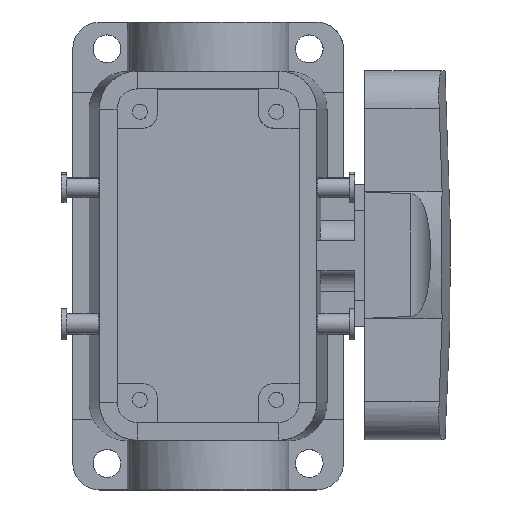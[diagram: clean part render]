
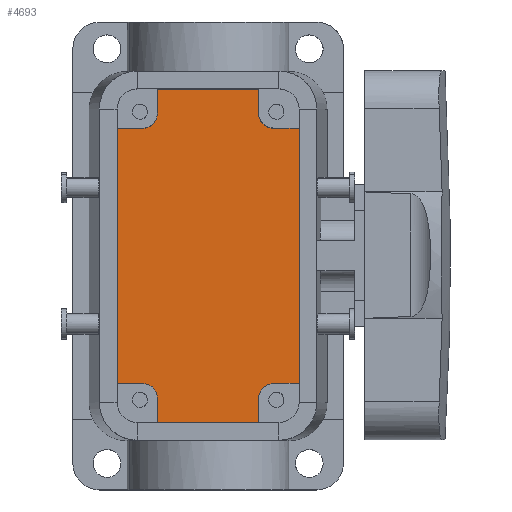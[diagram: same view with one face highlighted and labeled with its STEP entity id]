
A CAD part, top view. The second image highlights one B-rep face of the part: STEP entity #4693.
In plain terms, the highlighted planar face has unit normal (0, 0, 1).
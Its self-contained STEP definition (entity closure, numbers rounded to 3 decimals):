
#4575=AXIS2_PLACEMENT_3D('Plane Axis2P3D',#4572,#4573,#4574) ;
#3084=CARTESIAN_POINT('Vertex',(19.,13.25,5.5)) ;
#3117=CARTESIAN_POINT('Vertex',(39.,13.25,5.5)) ;
#3120=CARTESIAN_POINT('Line Origine',(29.,13.25,5.5)) ;
#3194=CARTESIAN_POINT('Vertex',(11.,21.,5.5)) ;
#3197=CARTESIAN_POINT('Line Origine',(11.,46.25,5.5)) ;
#3201=CARTESIAN_POINT('Vertex',(11.,71.5,5.5)) ;
#3281=CARTESIAN_POINT('Vertex',(19.,79.25,5.5)) ;
#3284=CARTESIAN_POINT('Line Origine',(29.,79.25,5.5)) ;
#3288=CARTESIAN_POINT('Vertex',(39.,79.25,5.5)) ;
#3367=CARTESIAN_POINT('Vertex',(47.,21.,5.5)) ;
#3393=CARTESIAN_POINT('Vertex',(47.,71.5,5.5)) ;
#3396=CARTESIAN_POINT('Line Origine',(47.,46.25,5.5)) ;
#4366=CARTESIAN_POINT('Vertex',(19.,18.,5.5)) ;
#4374=CARTESIAN_POINT('Line Origine',(19.,15.625,5.5)) ;
#4553=CARTESIAN_POINT('Line Origine',(39.,15.625,5.5)) ;
#4557=CARTESIAN_POINT('Vertex',(39.,18.,5.5)) ;
#4572=CARTESIAN_POINT('Axis2P3D Location',(29.,46.25,5.5)) ;
#4578=CARTESIAN_POINT('Control Point',(39.,18.,5.5)) ;
#4579=CARTESIAN_POINT('Control Point',(39.,18.339,5.5)) ;
#4580=CARTESIAN_POINT('Control Point',(39.048,18.679,5.5)) ;
#4581=CARTESIAN_POINT('Control Point',(39.144,19.009,5.5)) ;
#4582=CARTESIAN_POINT('Control Point',(39.427,19.634,5.5)) ;
#4583=CARTESIAN_POINT('Control Point',(39.872,20.155,5.5)) ;
#4584=CARTESIAN_POINT('Control Point',(40.13,20.383,5.5)) ;
#4585=CARTESIAN_POINT('Control Point',(40.639,20.717,5.5)) ;
#4586=CARTESIAN_POINT('Control Point',(41.213,20.913,5.5)) ;
#4587=CARTESIAN_POINT('Control Point',(41.473,20.971,5.5)) ;
#4588=CARTESIAN_POINT('Control Point',(41.736,21.,5.5)) ;
#4589=CARTESIAN_POINT('Control Point',(42.,21.,5.5)) ;
#4590=CARTESIAN_POINT('Vertex',(42.,21.,5.5)) ;
#4593=CARTESIAN_POINT('Line Origine',(44.5,21.,5.5)) ;
#4598=CARTESIAN_POINT('Line Origine',(44.5,71.5,5.5)) ;
#4602=CARTESIAN_POINT('Vertex',(42.,71.5,5.5)) ;
#4606=CARTESIAN_POINT('Control Point',(42.,71.5,5.5)) ;
#4607=CARTESIAN_POINT('Control Point',(41.661,71.5,5.5)) ;
#4608=CARTESIAN_POINT('Control Point',(41.321,71.548,5.5)) ;
#4609=CARTESIAN_POINT('Control Point',(40.991,71.644,5.5)) ;
#4610=CARTESIAN_POINT('Control Point',(40.366,71.927,5.5)) ;
#4611=CARTESIAN_POINT('Control Point',(39.845,72.372,5.5)) ;
#4612=CARTESIAN_POINT('Control Point',(39.617,72.63,5.5)) ;
#4613=CARTESIAN_POINT('Control Point',(39.283,73.139,5.5)) ;
#4614=CARTESIAN_POINT('Control Point',(39.087,73.713,5.5)) ;
#4615=CARTESIAN_POINT('Control Point',(39.029,73.973,5.5)) ;
#4616=CARTESIAN_POINT('Control Point',(39.,74.236,5.5)) ;
#4617=CARTESIAN_POINT('Control Point',(39.,74.5,5.5)) ;
#4618=CARTESIAN_POINT('Vertex',(39.,74.5,5.5)) ;
#4621=CARTESIAN_POINT('Line Origine',(39.,76.875,5.5)) ;
#4626=CARTESIAN_POINT('Line Origine',(19.,76.875,5.5)) ;
#4630=CARTESIAN_POINT('Vertex',(19.,74.5,5.5)) ;
#4634=CARTESIAN_POINT('Control Point',(19.,74.5,5.5)) ;
#4635=CARTESIAN_POINT('Control Point',(19.,74.161,5.5)) ;
#4636=CARTESIAN_POINT('Control Point',(18.952,73.821,5.5)) ;
#4637=CARTESIAN_POINT('Control Point',(18.856,73.491,5.5)) ;
#4638=CARTESIAN_POINT('Control Point',(18.573,72.866,5.5)) ;
#4639=CARTESIAN_POINT('Control Point',(18.128,72.345,5.5)) ;
#4640=CARTESIAN_POINT('Control Point',(17.87,72.117,5.5)) ;
#4641=CARTESIAN_POINT('Control Point',(17.361,71.783,5.5)) ;
#4642=CARTESIAN_POINT('Control Point',(16.787,71.587,5.5)) ;
#4643=CARTESIAN_POINT('Control Point',(16.527,71.529,5.5)) ;
#4644=CARTESIAN_POINT('Control Point',(16.264,71.5,5.5)) ;
#4645=CARTESIAN_POINT('Control Point',(16.,71.5,5.5)) ;
#4646=CARTESIAN_POINT('Vertex',(16.,71.5,5.5)) ;
#4649=CARTESIAN_POINT('Line Origine',(13.5,71.5,5.5)) ;
#4654=CARTESIAN_POINT('Line Origine',(13.5,21.,5.5)) ;
#4658=CARTESIAN_POINT('Vertex',(16.,21.,5.5)) ;
#4662=CARTESIAN_POINT('Control Point',(16.,21.,5.5)) ;
#4663=CARTESIAN_POINT('Control Point',(16.339,21.,5.5)) ;
#4664=CARTESIAN_POINT('Control Point',(16.679,20.952,5.5)) ;
#4665=CARTESIAN_POINT('Control Point',(17.009,20.856,5.5)) ;
#4666=CARTESIAN_POINT('Control Point',(17.634,20.573,5.5)) ;
#4667=CARTESIAN_POINT('Control Point',(18.155,20.128,5.5)) ;
#4668=CARTESIAN_POINT('Control Point',(18.383,19.87,5.5)) ;
#4669=CARTESIAN_POINT('Control Point',(18.717,19.361,5.5)) ;
#4670=CARTESIAN_POINT('Control Point',(18.913,18.787,5.5)) ;
#4671=CARTESIAN_POINT('Control Point',(18.971,18.527,5.5)) ;
#4672=CARTESIAN_POINT('Control Point',(19.,18.264,5.5)) ;
#4673=CARTESIAN_POINT('Control Point',(19.,18.,5.5)) ;
#3121=DIRECTION('Vector Direction',(1.,0.,0.)) ;
#3198=DIRECTION('Vector Direction',(0.,1.,0.)) ;
#3285=DIRECTION('Vector Direction',(-1.,0.,0.)) ;
#3397=DIRECTION('Vector Direction',(0.,-1.,0.)) ;
#4375=DIRECTION('Vector Direction',(0.,-1.,0.)) ;
#4554=DIRECTION('Vector Direction',(0.,-1.,0.)) ;
#4573=DIRECTION('Axis2P3D Direction',(-0.,0.,1.)) ;
#4574=DIRECTION('Axis2P3D XDirection',(0.,-1.,0.)) ;
#4594=DIRECTION('Vector Direction',(-1.,0.,0.)) ;
#4599=DIRECTION('Vector Direction',(-1.,0.,0.)) ;
#4622=DIRECTION('Vector Direction',(0.,1.,0.)) ;
#4627=DIRECTION('Vector Direction',(0.,1.,0.)) ;
#4650=DIRECTION('Vector Direction',(1.,0.,0.)) ;
#4655=DIRECTION('Vector Direction',(1.,0.,0.)) ;
#3122=VECTOR('Line Direction',#3121,1.) ;
#3199=VECTOR('Line Direction',#3198,1.) ;
#3286=VECTOR('Line Direction',#3285,1.) ;
#3398=VECTOR('Line Direction',#3397,1.) ;
#4376=VECTOR('Line Direction',#4375,1.) ;
#4555=VECTOR('Line Direction',#4554,1.) ;
#4595=VECTOR('Line Direction',#4594,1.) ;
#4600=VECTOR('Line Direction',#4599,1.) ;
#4623=VECTOR('Line Direction',#4622,1.) ;
#4628=VECTOR('Line Direction',#4627,1.) ;
#4651=VECTOR('Line Direction',#4650,1.) ;
#4656=VECTOR('Line Direction',#4655,1.) ;
#4676=ORIENTED_EDGE('',*,*,#4592,.F.) ;
#4677=ORIENTED_EDGE('',*,*,#4597,.F.) ;
#4678=ORIENTED_EDGE('',*,*,#3400,.T.) ;
#4679=ORIENTED_EDGE('',*,*,#4604,.T.) ;
#4680=ORIENTED_EDGE('',*,*,#4620,.F.) ;
#4681=ORIENTED_EDGE('',*,*,#4625,.T.) ;
#4682=ORIENTED_EDGE('',*,*,#3290,.T.) ;
#4683=ORIENTED_EDGE('',*,*,#4632,.F.) ;
#4684=ORIENTED_EDGE('',*,*,#4648,.F.) ;
#4685=ORIENTED_EDGE('',*,*,#4653,.F.) ;
#4686=ORIENTED_EDGE('',*,*,#3203,.T.) ;
#4687=ORIENTED_EDGE('',*,*,#4660,.T.) ;
#4688=ORIENTED_EDGE('',*,*,#4674,.F.) ;
#4689=ORIENTED_EDGE('',*,*,#4378,.T.) ;
#4690=ORIENTED_EDGE('',*,*,#3124,.T.) ;
#4691=ORIENTED_EDGE('',*,*,#4559,.F.) ;
#4693=ADVANCED_FACE('Housing',(#4692),#4576,.T.) ;
#4577=B_SPLINE_CURVE_WITH_KNOTS('',5,(#4578,#4579,#4580,#4581,#4582,#4583,#4584,#4585,#4586,#4587,#4588,#4589),.UNSPECIFIED.,.F.,.U.,(6,3,3,6),(0.,2.4,4.8,6.664),.UNSPECIFIED.) ;
#4605=B_SPLINE_CURVE_WITH_KNOTS('',5,(#4606,#4607,#4608,#4609,#4610,#4611,#4612,#4613,#4614,#4615,#4616,#4617),.UNSPECIFIED.,.F.,.U.,(6,3,3,6),(0.,2.4,4.8,6.664),.UNSPECIFIED.) ;
#4633=B_SPLINE_CURVE_WITH_KNOTS('',5,(#4634,#4635,#4636,#4637,#4638,#4639,#4640,#4641,#4642,#4643,#4644,#4645),.UNSPECIFIED.,.F.,.U.,(6,3,3,6),(0.,2.4,4.8,6.664),.UNSPECIFIED.) ;
#4661=B_SPLINE_CURVE_WITH_KNOTS('',5,(#4662,#4663,#4664,#4665,#4666,#4667,#4668,#4669,#4670,#4671,#4672,#4673),.UNSPECIFIED.,.F.,.U.,(6,3,3,6),(0.,2.4,4.8,6.664),.UNSPECIFIED.) ;
#3124=EDGE_CURVE('',#3085,#3118,#3123,.T.) ;
#3203=EDGE_CURVE('',#3202,#3195,#3200,.F.) ;
#3290=EDGE_CURVE('',#3289,#3282,#3287,.T.) ;
#3400=EDGE_CURVE('',#3368,#3394,#3399,.F.) ;
#4378=EDGE_CURVE('',#4367,#3085,#4377,.T.) ;
#4559=EDGE_CURVE('',#4558,#3118,#4556,.T.) ;
#4592=EDGE_CURVE('',#4591,#4558,#4577,.F.) ;
#4597=EDGE_CURVE('',#3368,#4591,#4596,.T.) ;
#4604=EDGE_CURVE('',#3394,#4603,#4601,.T.) ;
#4620=EDGE_CURVE('',#4619,#4603,#4605,.F.) ;
#4625=EDGE_CURVE('',#4619,#3289,#4624,.T.) ;
#4632=EDGE_CURVE('',#4631,#3282,#4629,.T.) ;
#4648=EDGE_CURVE('',#4647,#4631,#4633,.F.) ;
#4653=EDGE_CURVE('',#3202,#4647,#4652,.T.) ;
#4660=EDGE_CURVE('',#3195,#4659,#4657,.T.) ;
#4674=EDGE_CURVE('',#4367,#4659,#4661,.F.) ;
#4675=EDGE_LOOP('',(#4676,#4677,#4678,#4679,#4680,#4681,#4682,#4683,#4684,#4685,#4686,#4687,#4688,#4689,#4690,#4691)) ;
#4692=FACE_OUTER_BOUND('',#4675,.T.) ;
#3123=LINE('Line',#3120,#3122) ;
#3200=LINE('Line',#3197,#3199) ;
#3287=LINE('Line',#3284,#3286) ;
#3399=LINE('Line',#3396,#3398) ;
#4377=LINE('Line',#4374,#4376) ;
#4556=LINE('Line',#4553,#4555) ;
#4596=LINE('Line',#4593,#4595) ;
#4601=LINE('Line',#4598,#4600) ;
#4624=LINE('Line',#4621,#4623) ;
#4629=LINE('Line',#4626,#4628) ;
#4652=LINE('Line',#4649,#4651) ;
#4657=LINE('Line',#4654,#4656) ;
#4576=PLANE('',#4575) ;
#3085=VERTEX_POINT('',#3084) ;
#3118=VERTEX_POINT('',#3117) ;
#3195=VERTEX_POINT('',#3194) ;
#3202=VERTEX_POINT('',#3201) ;
#3282=VERTEX_POINT('',#3281) ;
#3289=VERTEX_POINT('',#3288) ;
#3368=VERTEX_POINT('',#3367) ;
#3394=VERTEX_POINT('',#3393) ;
#4367=VERTEX_POINT('',#4366) ;
#4558=VERTEX_POINT('',#4557) ;
#4591=VERTEX_POINT('',#4590) ;
#4603=VERTEX_POINT('',#4602) ;
#4619=VERTEX_POINT('',#4618) ;
#4631=VERTEX_POINT('',#4630) ;
#4647=VERTEX_POINT('',#4646) ;
#4659=VERTEX_POINT('',#4658) ;
